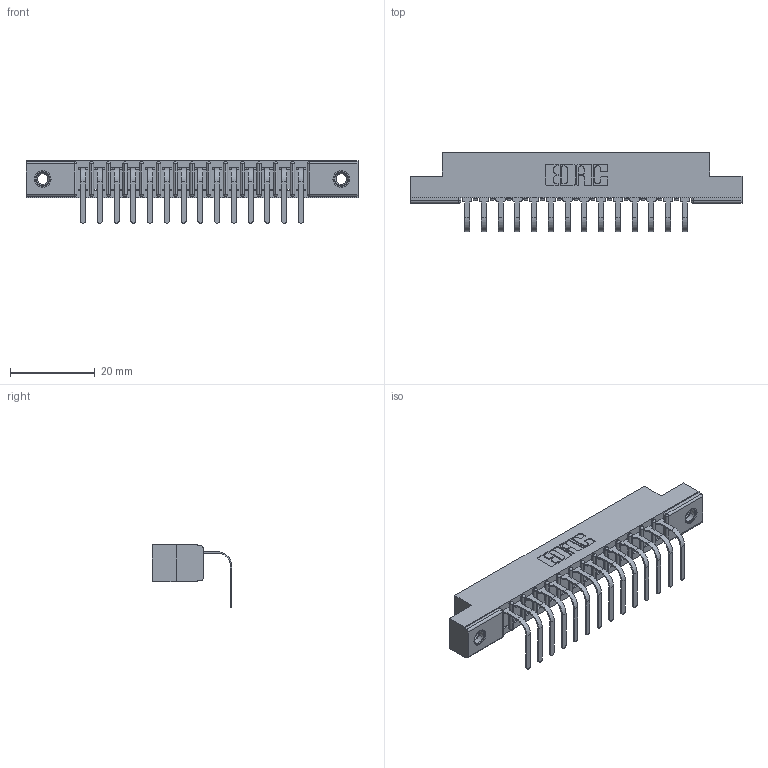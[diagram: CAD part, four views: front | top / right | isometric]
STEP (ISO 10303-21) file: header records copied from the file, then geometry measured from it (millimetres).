
FILE_DESCRIPTION (( 'STEP AP203' ), '1' );
FILE_NAME ('357-014-558-107.STEP', '2022-07-13T21:53:08', ( '' ), ( '' ), 'SwSTEP 2.0', 'SolidWorks 2020', '' );
FILE_SCHEMA (( 'CONFIG_CONTROL_DESIGN' ));
Length unit declared in the file: inch
Products named in the file (4): 357-014-558-107; 345-250-001_345-250-005-103; 307-290-001_558 - 2 (Single); 307 Part_.156 Dia Mounting Holes
Assembly tree (17 placements, depth 2):
  357-014-558-107
    307 Part_.156 Dia Mounting Holes
    307-290-001_558 - 2 (Single)  x14
    345-250-001_345-250-005-103  x2
Bounding box: 78.49 x 18.78 x 14.81 mm (x, y, z)
Volume: 5019.4 mm3; surface area: 7869.6 mm2
Topology: 17 solids, 17 shells, 1033 faces, 2895 edges, 1862 vertices
Faces by surface type: plane 648, cylinder 339, sphere 30, cone 12, torus 4
Entity records: 16743 total; most frequent: CARTESIAN_POINT 2791, ORIENTED_EDGE 2770, DIRECTION 2741, EDGE_CURVE 1385, VECTOR 1049, LINE 1049, VERTEX_POINT 896, AXIS2_PLACEMENT_3D 846
